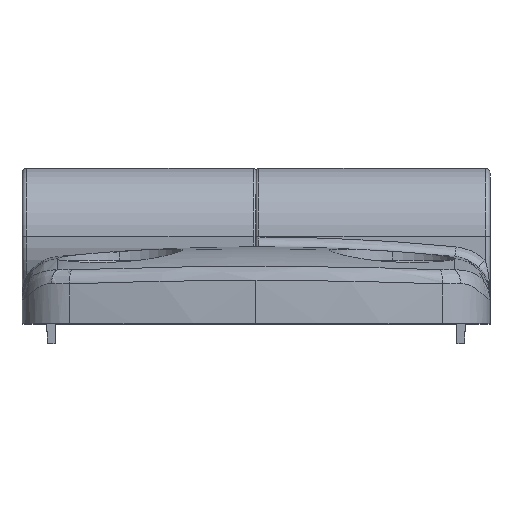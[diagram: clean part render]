
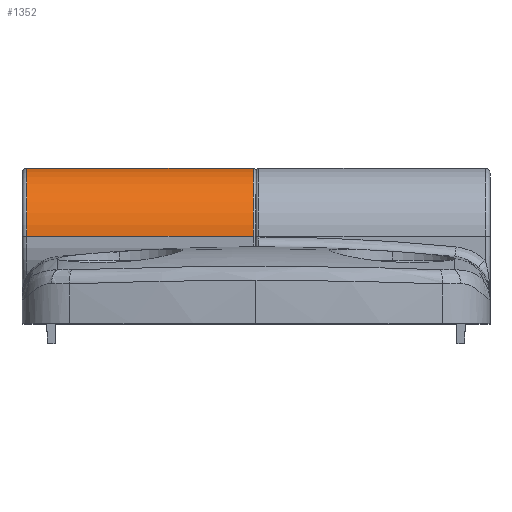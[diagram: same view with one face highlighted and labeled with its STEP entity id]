
A CAD part, top view. The second image highlights one B-rep face of the part: STEP entity #1352.
In plain terms, the highlighted cylindrical face has radius 7 mm (diameter 14 mm), a partial arc.
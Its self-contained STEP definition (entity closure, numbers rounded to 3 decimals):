
#94 = DIRECTION ( 'NONE',  ( 0., 0., 1. ) ) ;
#965 = DIRECTION ( 'NONE',  ( -1., 0., 0. ) ) ;
#1183 = CIRCLE ( 'NONE', #4079, 7. ) ;
#1267 = ORIENTED_EDGE ( 'NONE', *, *, #5030, .T. ) ;
#1352 = ADVANCED_FACE ( 'NONE', ( #5947 ), #2091, .T. ) ;
#1461 = AXIS2_PLACEMENT_3D ( 'NONE', #5440, #965, #3216 ) ;
#1462 = LINE ( 'NONE', #2644, #4664 ) ;
#1937 = DIRECTION ( 'NONE',  ( -1., 0., 0. ) ) ;
#2091 = CYLINDRICAL_SURFACE ( 'NONE', #1461, 7. ) ;
#2437 = ORIENTED_EDGE ( 'NONE', *, *, #3954, .T. ) ;
#2644 = CARTESIAN_POINT ( 'NONE',  ( 5.685, 65.939, 18.163 ) ) ;
#3159 = LINE ( 'NONE', #4288, #3517 ) ;
#3216 = DIRECTION ( 'NONE',  ( 0., 0., 1. ) ) ;
#3398 = ORIENTED_EDGE ( 'NONE', *, *, #5463, .F. ) ;
#3418 = ORIENTED_EDGE ( 'NONE', *, *, #4620, .T. ) ;
#3517 = VECTOR ( 'NONE', #5419, 1000. ) ;
#3704 = CARTESIAN_POINT ( 'NONE',  ( -18.615, 65.939, 4.163 ) ) ;
#3804 = VERTEX_POINT ( 'NONE', #3704 ) ;
#3954 = EDGE_CURVE ( 'NONE', #3804, #6210, #3159, .T. ) ;
#4079 = AXIS2_PLACEMENT_3D ( 'NONE', #5076, #6848, #94 ) ;
#4288 = CARTESIAN_POINT ( 'NONE',  ( 5.685, 65.939, 4.163 ) ) ;
#4425 = AXIS2_PLACEMENT_3D ( 'NONE', #6977, #1937, #4623 ) ;
#4512 = CARTESIAN_POINT ( 'NONE',  ( -41.815, 65.939, 4.163 ) ) ;
#4620 = EDGE_CURVE ( 'NONE', #6210, #6626, #1183, .T. ) ;
#4623 = DIRECTION ( 'NONE',  ( 0., 0., -1. ) ) ;
#4664 = VECTOR ( 'NONE', #7107, 1000. ) ;
#5030 = EDGE_CURVE ( 'NONE', #6445, #3804, #6181, .T. ) ;
#5076 = CARTESIAN_POINT ( 'NONE',  ( -41.815, 65.939, 11.163 ) ) ;
#5419 = DIRECTION ( 'NONE',  ( -1., 0., 0. ) ) ;
#5440 = CARTESIAN_POINT ( 'NONE',  ( 5.685, 65.939, 11.163 ) ) ;
#5463 = EDGE_CURVE ( 'NONE', #6445, #6626, #1462, .T. ) ;
#5516 = CARTESIAN_POINT ( 'NONE',  ( -41.815, 65.939, 18.163 ) ) ;
#5947 = FACE_OUTER_BOUND ( 'NONE', #6906, .T. ) ;
#6181 = CIRCLE ( 'NONE', #4425, 7. ) ;
#6210 = VERTEX_POINT ( 'NONE', #4512 ) ;
#6227 = CARTESIAN_POINT ( 'NONE',  ( -18.615, 65.939, 18.163 ) ) ;
#6445 = VERTEX_POINT ( 'NONE', #6227 ) ;
#6626 = VERTEX_POINT ( 'NONE', #5516 ) ;
#6848 = DIRECTION ( 'NONE',  ( 1., 0., 0. ) ) ;
#6906 = EDGE_LOOP ( 'NONE', ( #3398, #1267, #2437, #3418 ) ) ;
#6977 = CARTESIAN_POINT ( 'NONE',  ( -18.615, 65.939, 11.163 ) ) ;
#7107 = DIRECTION ( 'NONE',  ( -1., 0., 0. ) ) ;
